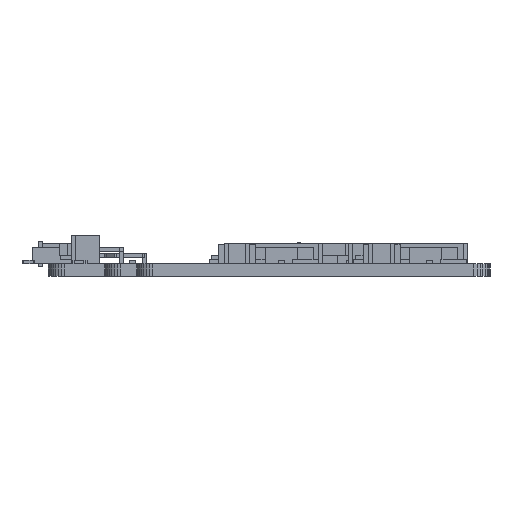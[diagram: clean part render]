
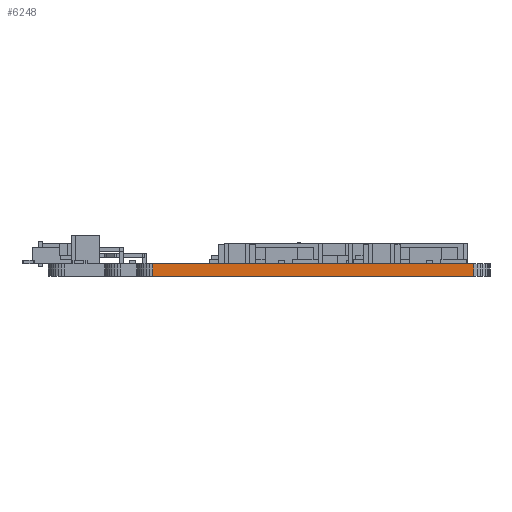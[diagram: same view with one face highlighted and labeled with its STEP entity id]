
A CAD part, left-side view. The second image highlights one B-rep face of the part: STEP entity #6248.
In plain terms, the highlighted planar face has unit normal (-1, 0, 0).
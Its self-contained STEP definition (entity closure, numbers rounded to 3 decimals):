
#483 = PLANE('',#484);
#484 = AXIS2_PLACEMENT_3D('',#485,#486,#487);
#485 = CARTESIAN_POINT('',(93.,116.,1.531));
#486 = DIRECTION('',(0.,0.,-1.));
#487 = DIRECTION('',(-1.,0.,0.));
#537 = PLANE('',#538);
#538 = AXIS2_PLACEMENT_3D('',#539,#540,#541);
#539 = CARTESIAN_POINT('',(93.,116.,0.));
#540 = DIRECTION('',(0.,0.,-1.));
#541 = DIRECTION('',(-1.,0.,0.));
#6140 = PLANE('',#6141);
#6141 = AXIS2_PLACEMENT_3D('',#6142,#6143,#6144);
#6142 = CARTESIAN_POINT('',(22.99,158.,0.));
#6143 = DIRECTION('',(0.,1.,0.));
#6144 = DIRECTION('',(1.,0.,0.));
#6178 = VERTEX_POINT('',#6179);
#6179 = CARTESIAN_POINT('',(23.,158.,1.531));
#6200 = EDGE_CURVE('',#6201,#6178,#6203,.T.);
#6201 = VERTEX_POINT('',#6202);
#6202 = CARTESIAN_POINT('',(23.,158.,0.));
#6203 = SURFACE_CURVE('',#6204,(#6208,#6215),.PCURVE_S1.);
#6204 = LINE('',#6205,#6206);
#6205 = CARTESIAN_POINT('',(23.,158.,0.));
#6206 = VECTOR('',#6207,1.);
#6207 = DIRECTION('',(0.,0.,1.));
#6208 = PCURVE('',#6140,#6209);
#6209 = DEFINITIONAL_REPRESENTATION('',(#6210),#6214);
#6210 = LINE('',#6211,#6212);
#6211 = CARTESIAN_POINT('',(0.01,0.));
#6212 = VECTOR('',#6213,1.);
#6213 = DIRECTION('',(0.,-1.));
#6214 = ( GEOMETRIC_REPRESENTATION_CONTEXT(2) 
PARAMETRIC_REPRESENTATION_CONTEXT() REPRESENTATION_CONTEXT('2D SPACE',''
  ) );
#6215 = PCURVE('',#6216,#6221);
#6216 = PLANE('',#6217);
#6217 = AXIS2_PLACEMENT_3D('',#6218,#6219,#6220);
#6218 = CARTESIAN_POINT('',(23.,158.,0.));
#6219 = DIRECTION('',(1.,0.,0.));
#6220 = DIRECTION('',(0.,-1.,0.));
#6221 = DEFINITIONAL_REPRESENTATION('',(#6222),#6226);
#6222 = LINE('',#6223,#6224);
#6223 = CARTESIAN_POINT('',(0.,0.));
#6224 = VECTOR('',#6225,1.);
#6225 = DIRECTION('',(0.,-1.));
#6226 = ( GEOMETRIC_REPRESENTATION_CONTEXT(2) 
PARAMETRIC_REPRESENTATION_CONTEXT() REPRESENTATION_CONTEXT('2D SPACE',''
  ) );
#6248 = ADVANCED_FACE('',(#6249),#6216,.F.);
#6249 = FACE_BOUND('',#6250,.F.);
#6250 = EDGE_LOOP('',(#6251,#6252,#6275,#6303));
#6251 = ORIENTED_EDGE('',*,*,#6200,.T.);
#6252 = ORIENTED_EDGE('',*,*,#6253,.T.);
#6253 = EDGE_CURVE('',#6178,#6254,#6256,.T.);
#6254 = VERTEX_POINT('',#6255);
#6255 = CARTESIAN_POINT('',(23.,118.,1.531));
#6256 = SURFACE_CURVE('',#6257,(#6261,#6268),.PCURVE_S1.);
#6257 = LINE('',#6258,#6259);
#6258 = CARTESIAN_POINT('',(23.,158.,1.531));
#6259 = VECTOR('',#6260,1.);
#6260 = DIRECTION('',(0.,-1.,0.));
#6261 = PCURVE('',#6216,#6262);
#6262 = DEFINITIONAL_REPRESENTATION('',(#6263),#6267);
#6263 = LINE('',#6264,#6265);
#6264 = CARTESIAN_POINT('',(0.,-1.531));
#6265 = VECTOR('',#6266,1.);
#6266 = DIRECTION('',(1.,0.));
#6267 = ( GEOMETRIC_REPRESENTATION_CONTEXT(2) 
PARAMETRIC_REPRESENTATION_CONTEXT() REPRESENTATION_CONTEXT('2D SPACE',''
  ) );
#6268 = PCURVE('',#483,#6269);
#6269 = DEFINITIONAL_REPRESENTATION('',(#6270),#6274);
#6270 = LINE('',#6271,#6272);
#6271 = CARTESIAN_POINT('',(70.,42.));
#6272 = VECTOR('',#6273,1.);
#6273 = DIRECTION('',(0.,-1.));
#6274 = ( GEOMETRIC_REPRESENTATION_CONTEXT(2) 
PARAMETRIC_REPRESENTATION_CONTEXT() REPRESENTATION_CONTEXT('2D SPACE',''
  ) );
#6275 = ORIENTED_EDGE('',*,*,#6276,.F.);
#6276 = EDGE_CURVE('',#6277,#6254,#6279,.T.);
#6277 = VERTEX_POINT('',#6278);
#6278 = CARTESIAN_POINT('',(23.,118.,0.));
#6279 = SURFACE_CURVE('',#6280,(#6284,#6291),.PCURVE_S1.);
#6280 = LINE('',#6281,#6282);
#6281 = CARTESIAN_POINT('',(23.,118.,0.));
#6282 = VECTOR('',#6283,1.);
#6283 = DIRECTION('',(0.,0.,1.));
#6284 = PCURVE('',#6216,#6285);
#6285 = DEFINITIONAL_REPRESENTATION('',(#6286),#6290);
#6286 = LINE('',#6287,#6288);
#6287 = CARTESIAN_POINT('',(40.,0.));
#6288 = VECTOR('',#6289,1.);
#6289 = DIRECTION('',(0.,-1.));
#6290 = ( GEOMETRIC_REPRESENTATION_CONTEXT(2) 
PARAMETRIC_REPRESENTATION_CONTEXT() REPRESENTATION_CONTEXT('2D SPACE',''
  ) );
#6291 = PCURVE('',#6292,#6297);
#6292 = PLANE('',#6293);
#6293 = AXIS2_PLACEMENT_3D('',#6294,#6295,#6296);
#6294 = CARTESIAN_POINT('',(23.,118.,0.));
#6295 = DIRECTION('',(0.,-1.,0.));
#6296 = DIRECTION('',(-1.,0.,0.));
#6297 = DEFINITIONAL_REPRESENTATION('',(#6298),#6302);
#6298 = LINE('',#6299,#6300);
#6299 = CARTESIAN_POINT('',(0.,0.));
#6300 = VECTOR('',#6301,1.);
#6301 = DIRECTION('',(0.,-1.));
#6302 = ( GEOMETRIC_REPRESENTATION_CONTEXT(2) 
PARAMETRIC_REPRESENTATION_CONTEXT() REPRESENTATION_CONTEXT('2D SPACE',''
  ) );
#6303 = ORIENTED_EDGE('',*,*,#6304,.F.);
#6304 = EDGE_CURVE('',#6201,#6277,#6305,.T.);
#6305 = SURFACE_CURVE('',#6306,(#6310,#6317),.PCURVE_S1.);
#6306 = LINE('',#6307,#6308);
#6307 = CARTESIAN_POINT('',(23.,158.,0.));
#6308 = VECTOR('',#6309,1.);
#6309 = DIRECTION('',(0.,-1.,0.));
#6310 = PCURVE('',#6216,#6311);
#6311 = DEFINITIONAL_REPRESENTATION('',(#6312),#6316);
#6312 = LINE('',#6313,#6314);
#6313 = CARTESIAN_POINT('',(0.,0.));
#6314 = VECTOR('',#6315,1.);
#6315 = DIRECTION('',(1.,0.));
#6316 = ( GEOMETRIC_REPRESENTATION_CONTEXT(2) 
PARAMETRIC_REPRESENTATION_CONTEXT() REPRESENTATION_CONTEXT('2D SPACE',''
  ) );
#6317 = PCURVE('',#537,#6318);
#6318 = DEFINITIONAL_REPRESENTATION('',(#6319),#6323);
#6319 = LINE('',#6320,#6321);
#6320 = CARTESIAN_POINT('',(70.,42.));
#6321 = VECTOR('',#6322,1.);
#6322 = DIRECTION('',(0.,-1.));
#6323 = ( GEOMETRIC_REPRESENTATION_CONTEXT(2) 
PARAMETRIC_REPRESENTATION_CONTEXT() REPRESENTATION_CONTEXT('2D SPACE',''
  ) );
